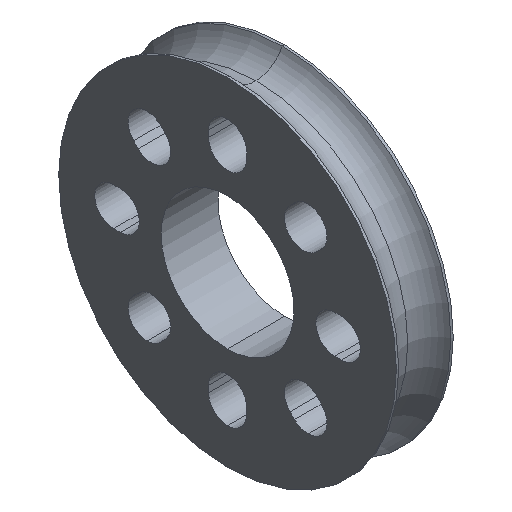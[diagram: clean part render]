
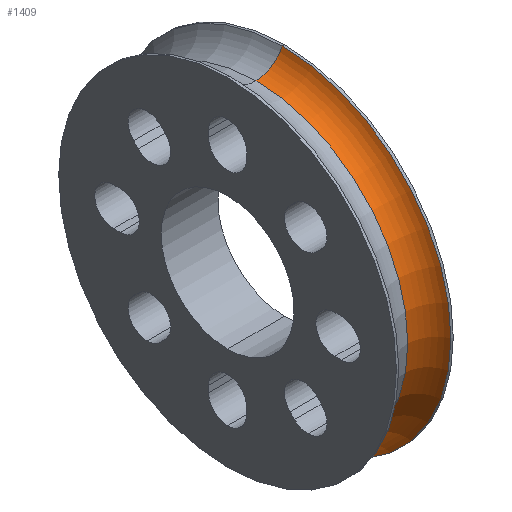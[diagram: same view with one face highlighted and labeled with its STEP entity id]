
A CAD part, isometric view. The second image highlights one B-rep face of the part: STEP entity #1409.
In plain terms, the highlighted toroidal (fillet/blend) face has major radius 19 mm and minor radius 3 mm.
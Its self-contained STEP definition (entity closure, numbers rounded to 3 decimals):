
#16 = VERTEX_POINT ( 'NONE', #917 ) ;
#18 = CARTESIAN_POINT ( 'NONE',  ( 0., 0., 0. ) ) ;
#30 = DIRECTION ( 'NONE',  ( 0., 0., 1. ) ) ;
#47 = AXIS2_PLACEMENT_3D ( 'NONE', #18, #1104, #30 ) ;
#105 = EDGE_CURVE ( 'NONE', #1193, #16, #461, .T. ) ;
#145 = DIRECTION ( 'NONE',  ( 0., 1., 0. ) ) ;
#222 = EDGE_CURVE ( 'NONE', #16, #485, #1008, .T. ) ;
#265 = DIRECTION ( 'NONE',  ( 0., 0., 1. ) ) ;
#315 = ORIENTED_EDGE ( 'NONE', *, *, #856, .F. ) ;
#367 = CARTESIAN_POINT ( 'NONE',  ( 0., 0., -16. ) ) ;
#432 = DIRECTION ( 'NONE',  ( 0., -1., 0. ) ) ;
#461 = CIRCLE ( 'NONE', #1577, 3. ) ;
#485 = VERTEX_POINT ( 'NONE', #1434 ) ;
#648 = CARTESIAN_POINT ( 'NONE',  ( 0., 0., 16. ) ) ;
#653 = CARTESIAN_POINT ( 'NONE',  ( 0., 0., 0. ) ) ;
#688 = FACE_OUTER_BOUND ( 'NONE', #1425, .T. ) ;
#716 = ORIENTED_EDGE ( 'NONE', *, *, #222, .T. ) ;
#760 = AXIS2_PLACEMENT_3D ( 'NONE', #1651, #847, #853 ) ;
#786 = AXIS2_PLACEMENT_3D ( 'NONE', #653, #1718, #265 ) ;
#841 = CARTESIAN_POINT ( 'NONE',  ( 0., 0., 19. ) ) ;
#847 = DIRECTION ( 'NONE',  ( -1., 0., 0. ) ) ;
#853 = DIRECTION ( 'NONE',  ( 0., 0., 1. ) ) ;
#856 = EDGE_CURVE ( 'NONE', #1193, #1277, #1473, .T. ) ;
#890 = ORIENTED_EDGE ( 'NONE', *, *, #1583, .F. ) ;
#917 = CARTESIAN_POINT ( 'NONE',  ( 2.75, 0., -17.801 ) ) ;
#1008 = CIRCLE ( 'NONE', #760, 17.801 ) ;
#1037 = CIRCLE ( 'NONE', #1707, 3. ) ;
#1089 = DIRECTION ( 'NONE',  ( 0., 0., -1. ) ) ;
#1104 = DIRECTION ( 'NONE',  ( -1., 0., 0. ) ) ;
#1159 = ORIENTED_EDGE ( 'NONE', *, *, #105, .T. ) ;
#1193 = VERTEX_POINT ( 'NONE', #367 ) ;
#1212 = CARTESIAN_POINT ( 'NONE',  ( 0., 0., -19. ) ) ;
#1277 = VERTEX_POINT ( 'NONE', #648 ) ;
#1409 = ADVANCED_FACE ( 'NONE', ( #688 ), #1548, .F. ) ;
#1425 = EDGE_LOOP ( 'NONE', ( #315, #1159, #716, #890 ) ) ;
#1434 = CARTESIAN_POINT ( 'NONE',  ( 2.75, 0., 17.801 ) ) ;
#1473 = CIRCLE ( 'NONE', #47, 16. ) ;
#1483 = DIRECTION ( 'NONE',  ( 0., 0., 1. ) ) ;
#1548 = TOROIDAL_SURFACE ( 'NONE', #786, 19., 3. ) ;
#1577 = AXIS2_PLACEMENT_3D ( 'NONE', #1212, #145, #1483 ) ;
#1583 = EDGE_CURVE ( 'NONE', #1277, #485, #1037, .T. ) ;
#1651 = CARTESIAN_POINT ( 'NONE',  ( 2.75, 0., 0. ) ) ;
#1707 = AXIS2_PLACEMENT_3D ( 'NONE', #841, #432, #1089 ) ;
#1718 = DIRECTION ( 'NONE',  ( -1., 0., 0. ) ) ;
